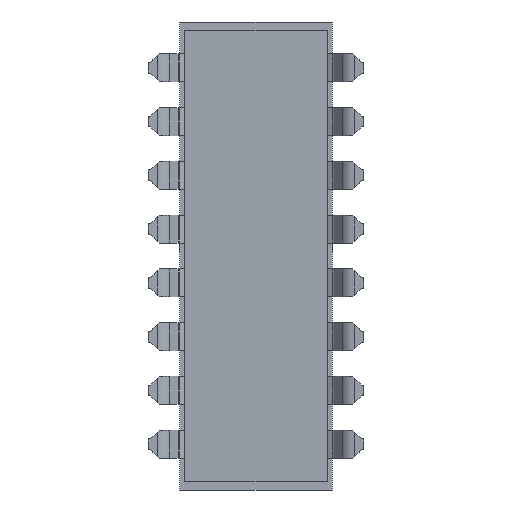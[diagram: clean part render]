
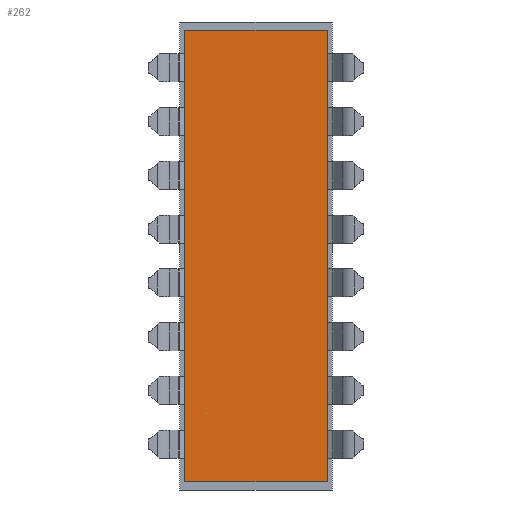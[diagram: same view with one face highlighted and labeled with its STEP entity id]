
A CAD part, front view. The second image highlights one B-rep face of the part: STEP entity #262.
In plain terms, the highlighted planar face has unit normal (0, -1, 0).
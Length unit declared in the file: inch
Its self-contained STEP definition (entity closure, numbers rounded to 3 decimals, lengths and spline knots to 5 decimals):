
#65=DIRECTION('',(-1.,0.,0.));
#66=VECTOR('',#65,0.264);
#67=CARTESIAN_POINT('',(0.132,0.,0.42));
#68=LINE('',#67,#66);
#77=DIRECTION('',(1.,0.,0.));
#78=VECTOR('',#77,0.264);
#79=CARTESIAN_POINT('',(-0.132,0.,-0.42));
#80=LINE('',#79,#78);
#89=DIRECTION('',(0.,0.,1.));
#90=VECTOR('',#89,0.84);
#91=CARTESIAN_POINT('',(-0.132,0.,-0.42));
#92=LINE('',#91,#90);
#97=DIRECTION('',(0.,0.,1.));
#98=VECTOR('',#97,0.84);
#99=CARTESIAN_POINT('',(0.132,0.,-0.42));
#100=LINE('',#99,#98);
#121=CARTESIAN_POINT('',(0.132,0.,0.42));
#123=VERTEX_POINT('',#121);
#129=CARTESIAN_POINT('',(0.132,0.,-0.42));
#131=VERTEX_POINT('',#129);
#141=CARTESIAN_POINT('',(-0.132,0.,0.42));
#143=VERTEX_POINT('',#141);
#149=CARTESIAN_POINT('',(-0.132,0.,-0.42));
#151=VERTEX_POINT('',#149);
#248=CARTESIAN_POINT('',(0.,0.,-0.435));
#249=DIRECTION('',(0.,-1.,0.));
#250=DIRECTION('',(1.,0.,0.));
#251=AXIS2_PLACEMENT_3D('',#248,#249,#250);
#252=PLANE('',#251);
#254=ORIENTED_EDGE('',*,*,#253,.F.);
#256=ORIENTED_EDGE('',*,*,#255,.T.);
#257=ORIENTED_EDGE('',*,*,#238,.F.);
#259=ORIENTED_EDGE('',*,*,#258,.F.);
#260=EDGE_LOOP('',(#254,#256,#257,#259));
#261=FACE_OUTER_BOUND('',#260,.F.);
#262=ADVANCED_FACE('',(#261),#252,.T.);
#238=EDGE_CURVE('',#123,#143,#68,.T.);
#253=EDGE_CURVE('',#151,#131,#80,.T.);
#255=EDGE_CURVE('',#151,#143,#92,.T.);
#258=EDGE_CURVE('',#131,#123,#100,.T.);
